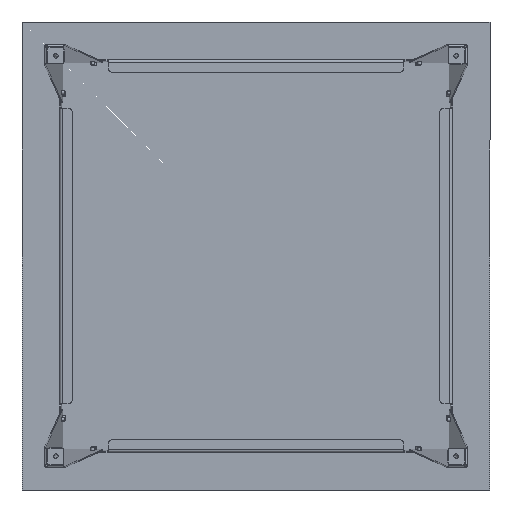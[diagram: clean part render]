
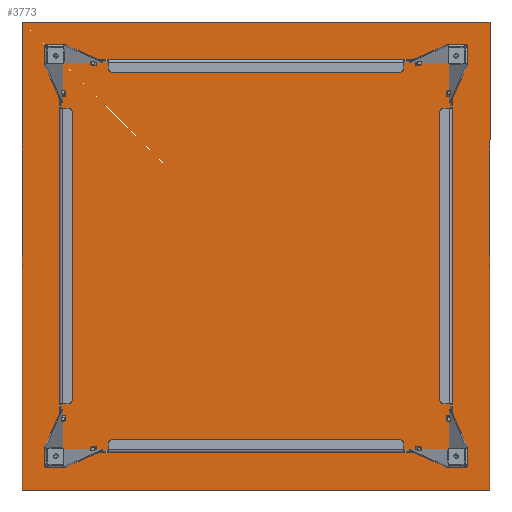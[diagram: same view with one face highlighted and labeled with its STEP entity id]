
A CAD part, front view. The second image highlights one B-rep face of the part: STEP entity #3773.
In plain terms, the highlighted planar face has unit normal (0, -1, 0).
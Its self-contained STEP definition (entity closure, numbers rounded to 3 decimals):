
#353 = ORIENTED_EDGE ( 'NONE', *, *, #8683, .F. ) ;
#870 = LINE ( 'NONE', #4450, #4556 ) ;
#969 = CARTESIAN_POINT ( 'NONE',  ( 400., 0., -400. ) ) ;
#1643 = CARTESIAN_POINT ( 'NONE',  ( -400., 0., 400. ) ) ;
#1708 = AXIS2_PLACEMENT_3D ( 'NONE', #3538, #8485, #4212 ) ;
#1960 = PLANE ( 'NONE',  #1708 ) ;
#1970 = EDGE_LOOP ( 'NONE', ( #8260, #4645, #353, #2473 ) ) ;
#2285 = DIRECTION ( 'NONE',  ( 1., 0., 0. ) ) ;
#2473 = ORIENTED_EDGE ( 'NONE', *, *, #4054, .F. ) ;
#2555 = DIRECTION ( 'NONE',  ( -1., 0., 0. ) ) ;
#2744 = CARTESIAN_POINT ( 'NONE',  ( -400., 0., -400. ) ) ;
#3167 = CARTESIAN_POINT ( 'NONE',  ( -400., 0., -400. ) ) ;
#3283 = DIRECTION ( 'NONE',  ( 0., 0., -1. ) ) ;
#3304 = VECTOR ( 'NONE', #2555, 1000. ) ;
#3347 = CARTESIAN_POINT ( 'NONE',  ( 400., 0., 400. ) ) ;
#3538 = CARTESIAN_POINT ( 'NONE',  ( 0., 0., 0. ) ) ;
#3773 = ADVANCED_FACE ( 'NONE', ( #7003 ), #1960, .F. ) ;
#3777 = LINE ( 'NONE', #1643, #9254 ) ;
#3993 = EDGE_CURVE ( 'NONE', #6119, #5433, #3777, .T. ) ;
#4054 = EDGE_CURVE ( 'NONE', #5883, #7887, #9149, .T. ) ;
#4212 = DIRECTION ( 'NONE',  ( 0., 0., 1. ) ) ;
#4450 = CARTESIAN_POINT ( 'NONE',  ( -400., 0., -400. ) ) ;
#4556 = VECTOR ( 'NONE', #7219, 1000. ) ;
#4645 = ORIENTED_EDGE ( 'NONE', *, *, #3993, .F. ) ;
#5338 = VECTOR ( 'NONE', #3283, 1000. ) ;
#5414 = EDGE_CURVE ( 'NONE', #5433, #5883, #8687, .T. ) ;
#5433 = VERTEX_POINT ( 'NONE', #3347 ) ;
#5883 = VERTEX_POINT ( 'NONE', #969 ) ;
#6119 = VERTEX_POINT ( 'NONE', #8806 ) ;
#7003 = FACE_OUTER_BOUND ( 'NONE', #1970, .T. ) ;
#7219 = DIRECTION ( 'NONE',  ( 0., 0., 1. ) ) ;
#7887 = VERTEX_POINT ( 'NONE', #2744 ) ;
#8260 = ORIENTED_EDGE ( 'NONE', *, *, #5414, .F. ) ;
#8485 = DIRECTION ( 'NONE',  ( 0., 1., 0. ) ) ;
#8683 = EDGE_CURVE ( 'NONE', #7887, #6119, #870, .T. ) ;
#8687 = LINE ( 'NONE', #8975, #5338 ) ;
#8806 = CARTESIAN_POINT ( 'NONE',  ( -400., 0., 400. ) ) ;
#8975 = CARTESIAN_POINT ( 'NONE',  ( 400., 0., -400. ) ) ;
#9149 = LINE ( 'NONE', #3167, #3304 ) ;
#9254 = VECTOR ( 'NONE', #2285, 1000. ) ;
